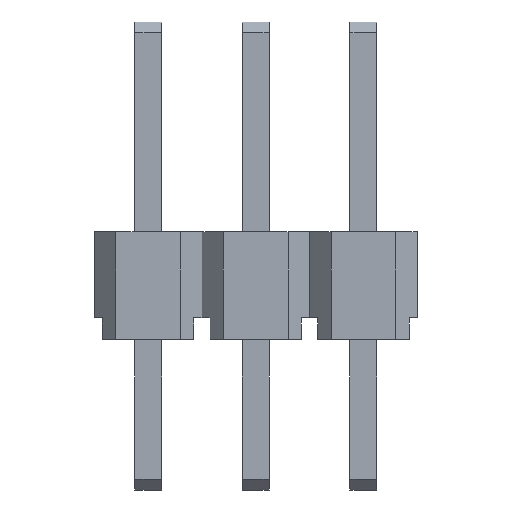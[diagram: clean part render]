
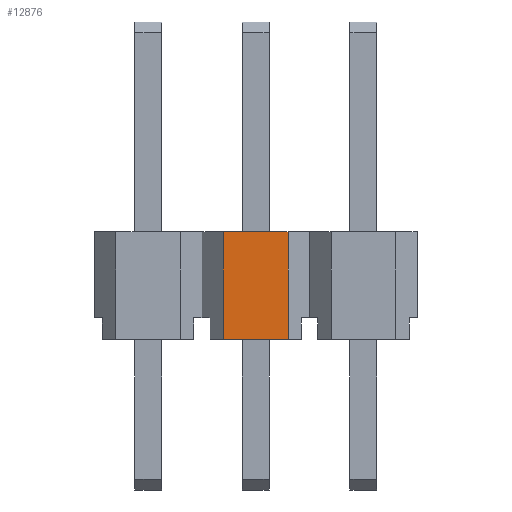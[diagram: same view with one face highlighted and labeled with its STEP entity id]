
A CAD part, front view. The second image highlights one B-rep face of the part: STEP entity #12876.
In plain terms, the highlighted planar face has unit normal (0, -1, 0).
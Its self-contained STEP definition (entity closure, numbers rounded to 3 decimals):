
#263 = VERTEX_POINT ( 'NONE', #6802 ) ;
#432 = ORIENTED_EDGE ( 'NONE', *, *, #6764, .F. ) ;
#1317 = EDGE_CURVE ( 'NONE', #10352, #263, #4035, .T. ) ;
#1482 = EDGE_CURVE ( 'NONE', #13660, #14385, #13697, .T. ) ;
#1705 = DIRECTION ( 'NONE',  ( 0., 1., 0. ) ) ;
#2252 = EDGE_CURVE ( 'NONE', #263, #14385, #6893, .T. ) ;
#2473 = VECTOR ( 'NONE', #11116, 1000. ) ;
#2669 = CARTESIAN_POINT ( 'NONE',  ( -0.6, -1., 0. ) ) ;
#4035 = LINE ( 'NONE', #10226, #16419 ) ;
#5345 = DIRECTION ( 'NONE',  ( 0., 0., 1. ) ) ;
#5784 = CARTESIAN_POINT ( 'NONE',  ( 0.6, -1., 0. ) ) ;
#6003 = CARTESIAN_POINT ( 'NONE',  ( -3., -1., 2. ) ) ;
#6487 = ORIENTED_EDGE ( 'NONE', *, *, #1317, .T. ) ;
#6637 = CARTESIAN_POINT ( 'NONE',  ( 0.6, -1., 2. ) ) ;
#6647 = EDGE_LOOP ( 'NONE', ( #12308, #432, #6487, #6970 ) ) ;
#6764 = EDGE_CURVE ( 'NONE', #10352, #13660, #10382, .T. ) ;
#6802 = CARTESIAN_POINT ( 'NONE',  ( 0.6, -1., 0. ) ) ;
#6893 = LINE ( 'NONE', #5784, #9801 ) ;
#6970 = ORIENTED_EDGE ( 'NONE', *, *, #2252, .T. ) ;
#7890 = DIRECTION ( 'NONE',  ( 1., 0., 0. ) ) ;
#8068 = DIRECTION ( 'NONE',  ( 0., 0., 1. ) ) ;
#9353 = FACE_OUTER_BOUND ( 'NONE', #6647, .T. ) ;
#9801 = VECTOR ( 'NONE', #8068, 1000. ) ;
#10226 = CARTESIAN_POINT ( 'NONE',  ( -3., -1., 0. ) ) ;
#10352 = VERTEX_POINT ( 'NONE', #10805 ) ;
#10382 = LINE ( 'NONE', #2669, #16046 ) ;
#10444 = CARTESIAN_POINT ( 'NONE',  ( -3., -1., 2. ) ) ;
#10805 = CARTESIAN_POINT ( 'NONE',  ( -0.6, -1., 0. ) ) ;
#11116 = DIRECTION ( 'NONE',  ( 1., 0., 0. ) ) ;
#11526 = CARTESIAN_POINT ( 'NONE',  ( -0.6, -1., 2. ) ) ;
#11923 = DIRECTION ( 'NONE',  ( 0., 0., 1. ) ) ;
#12308 = ORIENTED_EDGE ( 'NONE', *, *, #1482, .F. ) ;
#12876 = ADVANCED_FACE ( 'NONE', ( #9353 ), #12926, .F. ) ;
#12926 = PLANE ( 'NONE',  #16433 ) ;
#13660 = VERTEX_POINT ( 'NONE', #11526 ) ;
#13697 = LINE ( 'NONE', #6003, #2473 ) ;
#14385 = VERTEX_POINT ( 'NONE', #6637 ) ;
#16046 = VECTOR ( 'NONE', #5345, 1000. ) ;
#16419 = VECTOR ( 'NONE', #7890, 1000. ) ;
#16433 = AXIS2_PLACEMENT_3D ( 'NONE', #10444, #1705, #11923 ) ;
